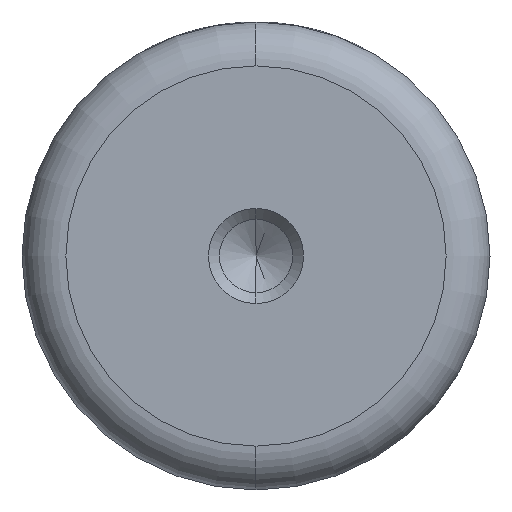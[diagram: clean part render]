
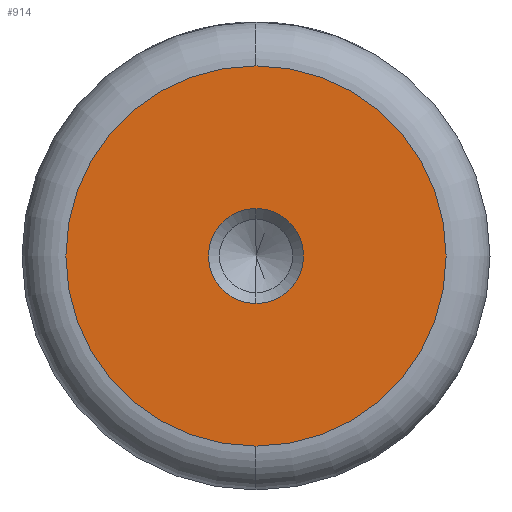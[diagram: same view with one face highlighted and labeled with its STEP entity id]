
A CAD part, left-side view. The second image highlights one B-rep face of the part: STEP entity #914.
In plain terms, the highlighted planar face has unit normal (-1, 0, 0).
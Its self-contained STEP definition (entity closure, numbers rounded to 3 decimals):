
#11 = ORIENTED_EDGE ( 'NONE', *, *, #84, .F. ) ;
#31 = CARTESIAN_POINT ( 'NONE',  ( 0., 0., 0. ) ) ;
#84 = EDGE_CURVE ( 'NONE', #1382, #802, #223, .T. ) ;
#95 = CARTESIAN_POINT ( 'NONE',  ( 0., 0., 0. ) ) ;
#147 = ORIENTED_EDGE ( 'NONE', *, *, #1199, .T. ) ;
#155 = DIRECTION ( 'NONE',  ( 0., 0., 1. ) ) ;
#192 = EDGE_LOOP ( 'NONE', ( #568, #147 ) ) ;
#217 = DIRECTION ( 'NONE',  ( 0., 0., 1. ) ) ;
#223 = CIRCLE ( 'NONE', #850, 3.25 ) ;
#323 = CARTESIAN_POINT ( 'NONE',  ( 0., 0., -13. ) ) ;
#327 = VERTEX_POINT ( 'NONE', #1350 ) ;
#332 = CIRCLE ( 'NONE', #720, 13. ) ;
#366 = CARTESIAN_POINT ( 'NONE',  ( 0., 0., -3.25 ) ) ;
#433 = DIRECTION ( 'NONE',  ( -1., 0., 0. ) ) ;
#458 = DIRECTION ( 'NONE',  ( -1., 0., 0. ) ) ;
#513 = PLANE ( 'NONE',  #1186 ) ;
#568 = ORIENTED_EDGE ( 'NONE', *, *, #877, .T. ) ;
#572 = VERTEX_POINT ( 'NONE', #323 ) ;
#623 = DIRECTION ( 'NONE',  ( 0., 0., 1. ) ) ;
#640 = CIRCLE ( 'NONE', #1052, 3.25 ) ;
#720 = AXIS2_PLACEMENT_3D ( 'NONE', #1096, #458, #1212 ) ;
#802 = VERTEX_POINT ( 'NONE', #366 ) ;
#809 = AXIS2_PLACEMENT_3D ( 'NONE', #31, #818, #155 ) ;
#818 = DIRECTION ( 'NONE',  ( -1., 0., 0. ) ) ;
#824 = CARTESIAN_POINT ( 'NONE',  ( 0., 0., 0. ) ) ;
#850 = AXIS2_PLACEMENT_3D ( 'NONE', #95, #868, #217 ) ;
#858 = ORIENTED_EDGE ( 'NONE', *, *, #1420, .F. ) ;
#868 = DIRECTION ( 'NONE',  ( -1., 0., 0. ) ) ;
#877 = EDGE_CURVE ( 'NONE', #327, #572, #1368, .T. ) ;
#914 = ADVANCED_FACE ( 'NONE', ( #1429, #1325 ), #513, .T. ) ;
#1052 = AXIS2_PLACEMENT_3D ( 'NONE', #1064, #433, #1184 ) ;
#1064 = CARTESIAN_POINT ( 'NONE',  ( 0., 0., 0. ) ) ;
#1096 = CARTESIAN_POINT ( 'NONE',  ( 0., 0., 0. ) ) ;
#1160 = EDGE_LOOP ( 'NONE', ( #11, #858 ) ) ;
#1184 = DIRECTION ( 'NONE',  ( 0., 0., 1. ) ) ;
#1186 = AXIS2_PLACEMENT_3D ( 'NONE', #824, #1270, #623 ) ;
#1199 = EDGE_CURVE ( 'NONE', #572, #327, #332, .T. ) ;
#1212 = DIRECTION ( 'NONE',  ( 0., 0., 1. ) ) ;
#1270 = DIRECTION ( 'NONE',  ( -1., 0., 0. ) ) ;
#1325 = FACE_OUTER_BOUND ( 'NONE', #192, .T. ) ;
#1350 = CARTESIAN_POINT ( 'NONE',  ( 0., 0., 13. ) ) ;
#1368 = CIRCLE ( 'NONE', #809, 13. ) ;
#1382 = VERTEX_POINT ( 'NONE', #1392 ) ;
#1392 = CARTESIAN_POINT ( 'NONE',  ( 0., 0., 3.25 ) ) ;
#1420 = EDGE_CURVE ( 'NONE', #802, #1382, #640, .T. ) ;
#1429 = FACE_BOUND ( 'NONE', #1160, .T. ) ;
